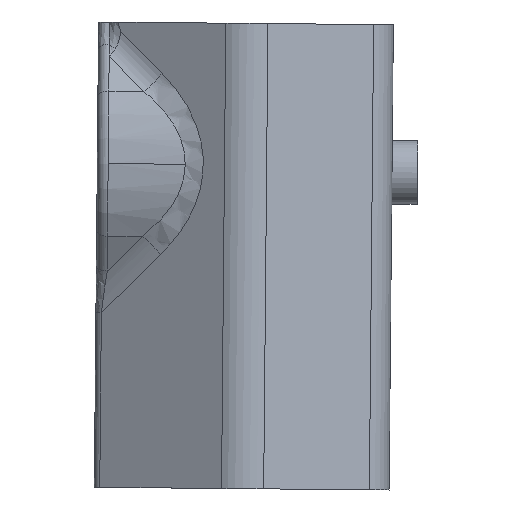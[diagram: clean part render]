
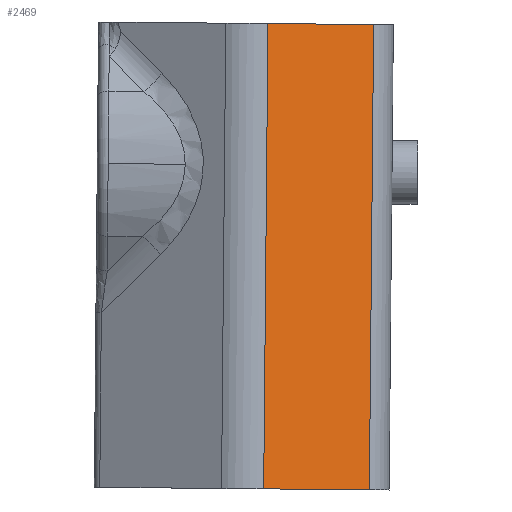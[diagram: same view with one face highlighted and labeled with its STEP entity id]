
A CAD part, front view. The second image highlights one B-rep face of the part: STEP entity #2469.
In plain terms, the highlighted planar face has unit normal (0.5, -0.866, -0.005).
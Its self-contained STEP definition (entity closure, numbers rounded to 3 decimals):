
#2072=CARTESIAN_POINT('',(71.526,-123.875,93.042));
#2073=VERTEX_POINT('',#2072);
#2081=CARTESIAN_POINT('',(38.256,-143.084,93.348));
#2082=VERTEX_POINT('',#2081);
#2083=CARTESIAN_POINT('',(38.256,-143.084,93.348));
#2084=DIRECTION('',(0.866,0.5,-0.008));
#2085=VECTOR('',#2084,38.419);
#2086=LINE('',#2083,#2085);
#2087=EDGE_CURVE('',#2082,#2073,#2086,.T.);
#2439=CARTESIAN_POINT('',(55.067,-133.562,127.902));
#2440=DIRECTION('',(-0.5,0.866,0.005));
#2441=DIRECTION('',(-0.866,-0.5,0.008));
#2442=AXIS2_PLACEMENT_3D('',#2439,#2440,#2441);
#2443=PLANE('',#2442);
#2444=ORIENTED_EDGE('',*,*,#2087,.T.);
#2445=CARTESIAN_POINT('',(72.874,-123.875,239.536));
#2446=VERTEX_POINT('',#2445);
#2447=CARTESIAN_POINT('',(71.526,-123.875,93.042));
#2448=DIRECTION('',(0.009,0.,1.));
#2449=VECTOR('',#2448,146.5);
#2450=LINE('',#2447,#2449);
#2451=EDGE_CURVE('',#2073,#2446,#2450,.T.);
#2452=ORIENTED_EDGE('',*,*,#2451,.T.);
#2453=CARTESIAN_POINT('',(39.604,-143.084,239.842));
#2454=VERTEX_POINT('',#2453);
#2455=CARTESIAN_POINT('',(39.604,-143.084,239.842));
#2456=DIRECTION('',(0.866,0.5,-0.008));
#2457=VECTOR('',#2456,38.419);
#2458=LINE('',#2455,#2457);
#2459=EDGE_CURVE('',#2454,#2446,#2458,.T.);
#2460=ORIENTED_EDGE('',*,*,#2459,.F.);
#2461=CARTESIAN_POINT('',(39.604,-143.084,239.842));
#2462=DIRECTION('',(-0.009,0.,-1.));
#2463=VECTOR('',#2462,146.5);
#2464=LINE('',#2461,#2463);
#2465=EDGE_CURVE('',#2454,#2082,#2464,.T.);
#2466=ORIENTED_EDGE('',*,*,#2465,.T.);
#2467=EDGE_LOOP('',(#2444,#2452,#2460,#2466));
#2468=FACE_BOUND('',#2467,.T.);
#2469=ADVANCED_FACE('',(#2468),#2443,.F.);
